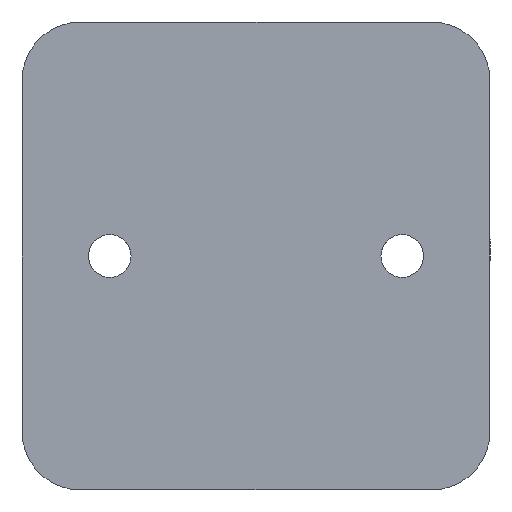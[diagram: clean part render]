
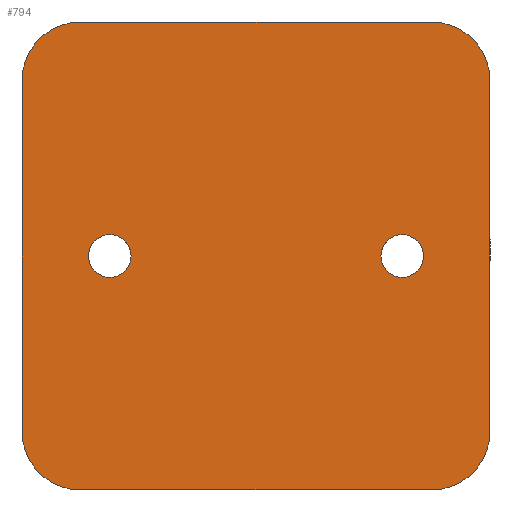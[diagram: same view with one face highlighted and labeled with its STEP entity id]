
A CAD part, left-side view. The second image highlights one B-rep face of the part: STEP entity #794.
In plain terms, the highlighted planar face has unit normal (-1, 0, 0).
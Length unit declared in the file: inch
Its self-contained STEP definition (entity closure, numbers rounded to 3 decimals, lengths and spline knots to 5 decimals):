
#57 = EDGE_CURVE ( 'NONE', #523, #547, #266, .T. ) ;
#61 = ORIENTED_EDGE ( 'NONE', *, *, #873, .T. ) ;
#72 = CARTESIAN_POINT ( 'NONE',  ( -1.25, -0.75, 1.2 ) ) ;
#74 = DIRECTION ( 'NONE',  ( 0., 0., -1. ) ) ;
#80 = ORIENTED_EDGE ( 'NONE', *, *, #395, .T. ) ;
#81 = DIRECTION ( 'NONE',  ( 0., 0., -1. ) ) ;
#88 = DIRECTION ( 'NONE',  ( 0., 0., -1. ) ) ;
#102 = DIRECTION ( 'NONE',  ( 0., 0., -1. ) ) ;
#104 = CARTESIAN_POINT ( 'NONE',  ( -1.25, 0.9, 2.1 ) ) ;
#108 = FACE_BOUND ( 'NONE', #520, .T. ) ;
#115 = AXIS2_PLACEMENT_3D ( 'NONE', #725, #212, #566 ) ;
#117 = EDGE_CURVE ( 'NONE', #531, #907, #1022, .T. ) ;
#148 = CARTESIAN_POINT ( 'NONE',  ( -1.25, -1.2, 2.4 ) ) ;
#150 = VECTOR ( 'NONE', #427, 39.37008 ) ;
#159 = EDGE_CURVE ( 'NONE', #820, #824, #900, .T. ) ;
#186 = CARTESIAN_POINT ( 'NONE',  ( -1.25, 0.75, 1.2 ) ) ;
#190 = DIRECTION ( 'NONE',  ( -1., 0., 0. ) ) ;
#196 = EDGE_CURVE ( 'NONE', #850, #991, #418, .T. ) ;
#211 = EDGE_CURVE ( 'NONE', #647, #891, #398, .T. ) ;
#212 = DIRECTION ( 'NONE',  ( -1., 0., 0. ) ) ;
#228 = AXIS2_PLACEMENT_3D ( 'NONE', #760, #1013, #865 ) ;
#266 = CIRCLE ( 'NONE', #228, 0.10937 ) ;
#327 = EDGE_CURVE ( 'NONE', #820, #891, #665, .T. ) ;
#330 = VECTOR ( 'NONE', #419, 39.37008 ) ;
#353 = EDGE_CURVE ( 'NONE', #745, #531, #895, .T. ) ;
#357 = ORIENTED_EDGE ( 'NONE', *, *, #211, .T. ) ;
#362 = PLANE ( 'NONE',  #410 ) ;
#376 = ORIENTED_EDGE ( 'NONE', *, *, #353, .T. ) ;
#395 = EDGE_CURVE ( 'NONE', #547, #523, #840, .T. ) ;
#397 = DIRECTION ( 'NONE',  ( 0., 0., -1. ) ) ;
#398 = CIRCLE ( 'NONE', #115, 0.3 ) ;
#405 = CIRCLE ( 'NONE', #875, 0.10937 ) ;
#410 = AXIS2_PLACEMENT_3D ( 'NONE', #526, #892, #102 ) ;
#415 = AXIS2_PLACEMENT_3D ( 'NONE', #186, #576, #88 ) ;
#418 = CIRCLE ( 'NONE', #611, 0.10937 ) ;
#419 = DIRECTION ( 'NONE',  ( 0., -1., 0. ) ) ;
#422 = CARTESIAN_POINT ( 'NONE',  ( -1.25, 1.2, 0.3 ) ) ;
#423 = DIRECTION ( 'NONE',  ( 0., 0., -1. ) ) ;
#427 = DIRECTION ( 'NONE',  ( 0., -1., 0. ) ) ;
#433 = CARTESIAN_POINT ( 'NONE',  ( -1.25, 1.2, 2.1 ) ) ;
#451 = FACE_BOUND ( 'NONE', #708, .T. ) ;
#465 = VECTOR ( 'NONE', #74, 39.37008 ) ;
#478 = DIRECTION ( 'NONE',  ( -1., 0., 0. ) ) ;
#484 = CARTESIAN_POINT ( 'NONE',  ( -1.25, -0.75, 1.2 ) ) ;
#494 = ORIENTED_EDGE ( 'NONE', *, *, #159, .T. ) ;
#513 = DIRECTION ( 'NONE',  ( 0., 0., -1. ) ) ;
#520 = EDGE_LOOP ( 'NONE', ( #80, #538 ) ) ;
#523 = VERTEX_POINT ( 'NONE', #577 ) ;
#526 = CARTESIAN_POINT ( 'NONE',  ( -1.25, -1.2, 2.4 ) ) ;
#531 = VERTEX_POINT ( 'NONE', #911 ) ;
#538 = ORIENTED_EDGE ( 'NONE', *, *, #57, .T. ) ;
#547 = VERTEX_POINT ( 'NONE', #823 ) ;
#549 = AXIS2_PLACEMENT_3D ( 'NONE', #557, #478, #719 ) ;
#557 = CARTESIAN_POINT ( 'NONE',  ( -1.25, 0.9, 0.3 ) ) ;
#562 = CIRCLE ( 'NONE', #549, 0.3 ) ;
#566 = DIRECTION ( 'NONE',  ( 0., 0., -1. ) ) ;
#567 = ORIENTED_EDGE ( 'NONE', *, *, #920, .T. ) ;
#574 = CARTESIAN_POINT ( 'NONE',  ( -1.25, 1.2, 2.4 ) ) ;
#576 = DIRECTION ( 'NONE',  ( 1., 0., 0. ) ) ;
#577 = CARTESIAN_POINT ( 'NONE',  ( -1.25, 0.75, 1.30938 ) ) ;
#605 = ORIENTED_EDGE ( 'NONE', *, *, #327, .F. ) ;
#611 = AXIS2_PLACEMENT_3D ( 'NONE', #484, #805, #81 ) ;
#647 = VERTEX_POINT ( 'NONE', #707 ) ;
#655 = CARTESIAN_POINT ( 'NONE',  ( -1.25, -0.9, 0.3 ) ) ;
#657 = VECTOR ( 'NONE', #797, 39.37008 ) ;
#665 = LINE ( 'NONE', #815, #330 ) ;
#673 = AXIS2_PLACEMENT_3D ( 'NONE', #104, #190, #513 ) ;
#705 = ORIENTED_EDGE ( 'NONE', *, *, #958, .T. ) ;
#707 = CARTESIAN_POINT ( 'NONE',  ( -1.25, -1.2, 2.1 ) ) ;
#708 = EDGE_LOOP ( 'NONE', ( #766, #61 ) ) ;
#719 = DIRECTION ( 'NONE',  ( 0., 0., -1. ) ) ;
#725 = CARTESIAN_POINT ( 'NONE',  ( -1.25, -0.9, 2.1 ) ) ;
#734 = CARTESIAN_POINT ( 'NONE',  ( -1.25, -1.2, 0. ) ) ;
#739 = AXIS2_PLACEMENT_3D ( 'NONE', #655, #963, #423 ) ;
#745 = VERTEX_POINT ( 'NONE', #1010 ) ;
#760 = CARTESIAN_POINT ( 'NONE',  ( -1.25, 0.75, 1.2 ) ) ;
#766 = ORIENTED_EDGE ( 'NONE', *, *, #196, .T. ) ;
#771 = CARTESIAN_POINT ( 'NONE',  ( -1.25, 0.9, 2.4 ) ) ;
#791 = ORIENTED_EDGE ( 'NONE', *, *, #117, .T. ) ;
#794 = ADVANCED_FACE ( 'NONE', ( #108, #451, #969 ), #362, .F. ) ;
#797 = DIRECTION ( 'NONE',  ( 0., 0., -1. ) ) ;
#805 = DIRECTION ( 'NONE',  ( 1., 0., 0. ) ) ;
#808 = VERTEX_POINT ( 'NONE', #422 ) ;
#815 = CARTESIAN_POINT ( 'NONE',  ( -1.25, -1.2, 2.4 ) ) ;
#820 = VERTEX_POINT ( 'NONE', #771 ) ;
#823 = CARTESIAN_POINT ( 'NONE',  ( -1.25, 0.75, 1.09063 ) ) ;
#824 = VERTEX_POINT ( 'NONE', #433 ) ;
#840 = CIRCLE ( 'NONE', #415, 0.10937 ) ;
#850 = VERTEX_POINT ( 'NONE', #990 ) ;
#865 = DIRECTION ( 'NONE',  ( 0., 0., -1. ) ) ;
#873 = EDGE_CURVE ( 'NONE', #991, #850, #405, .T. ) ;
#875 = AXIS2_PLACEMENT_3D ( 'NONE', #72, #1023, #397 ) ;
#878 = LINE ( 'NONE', #148, #465 ) ;
#881 = LINE ( 'NONE', #574, #657 ) ;
#887 = EDGE_CURVE ( 'NONE', #647, #907, #878, .T. ) ;
#891 = VERTEX_POINT ( 'NONE', #945 ) ;
#892 = DIRECTION ( 'NONE',  ( 1., 0., 0. ) ) ;
#895 = LINE ( 'NONE', #734, #150 ) ;
#900 = CIRCLE ( 'NONE', #673, 0.3 ) ;
#907 = VERTEX_POINT ( 'NONE', #948 ) ;
#911 = CARTESIAN_POINT ( 'NONE',  ( -1.25, -0.9, 0. ) ) ;
#920 = EDGE_CURVE ( 'NONE', #808, #745, #562, .T. ) ;
#945 = CARTESIAN_POINT ( 'NONE',  ( -1.25, -0.9, 2.4 ) ) ;
#948 = CARTESIAN_POINT ( 'NONE',  ( -1.25, -1.2, 0.3 ) ) ;
#952 = CARTESIAN_POINT ( 'NONE',  ( -1.25, -0.75, 1.30938 ) ) ;
#958 = EDGE_CURVE ( 'NONE', #824, #808, #881, .T. ) ;
#963 = DIRECTION ( 'NONE',  ( -1., 0., 0. ) ) ;
#964 = ORIENTED_EDGE ( 'NONE', *, *, #887, .F. ) ;
#969 = FACE_OUTER_BOUND ( 'NONE', #1002, .T. ) ;
#990 = CARTESIAN_POINT ( 'NONE',  ( -1.25, -0.75, 1.09063 ) ) ;
#991 = VERTEX_POINT ( 'NONE', #952 ) ;
#1002 = EDGE_LOOP ( 'NONE', ( #964, #357, #605, #494, #705, #567, #376, #791 ) ) ;
#1010 = CARTESIAN_POINT ( 'NONE',  ( -1.25, 0.9, 0. ) ) ;
#1013 = DIRECTION ( 'NONE',  ( 1., 0., 0. ) ) ;
#1022 = CIRCLE ( 'NONE', #739, 0.3 ) ;
#1023 = DIRECTION ( 'NONE',  ( 1., 0., 0. ) ) ;
